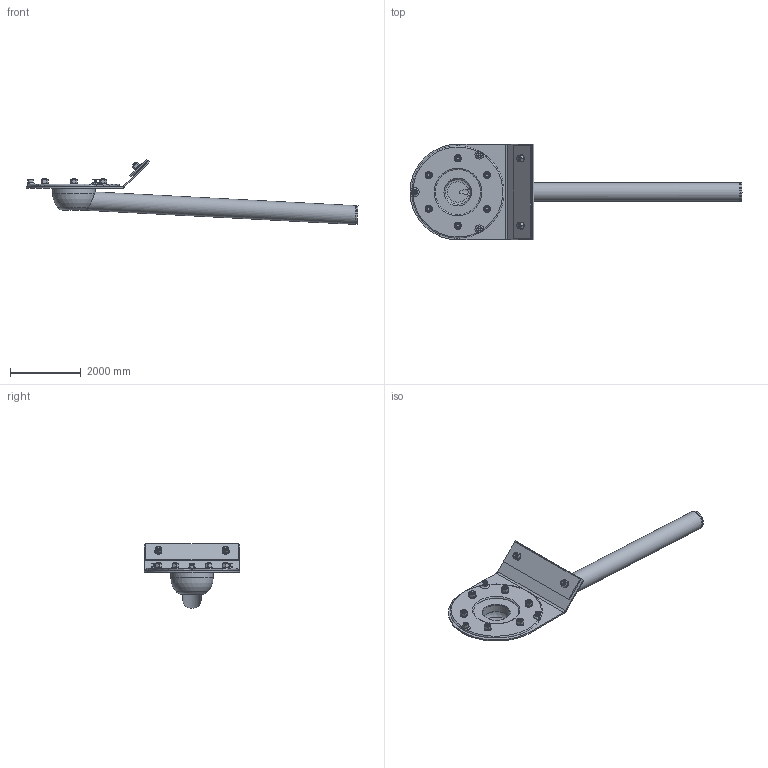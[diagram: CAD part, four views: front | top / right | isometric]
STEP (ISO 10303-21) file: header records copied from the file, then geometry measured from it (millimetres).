
FILE_DESCRIPTION(/* description */ (''),/* implementation_level */ '2;1');
FILE_NAME(/* name */ '15700.050X_3D.stp',/* time_stamp */ '2024-12-12T06:55:14+01:00',/* author */ ('CAD'),/* organization */ (''),/* preprocessor_version */ 'ST-DEVELOPER v20',/* originating_system */ 'AutoCAD Mechanical',/* authorisation */ '');
FILE_SCHEMA (('AUTOMOTIVE_DESIGN { 1 0 10303 214 3 1 1 }'));
Length unit declared in the file: centimetre
Products named in the file (2): Product; *S0
Assembly tree (1 placements, depth 2):
  Product
    *S0
Bounding box: 9362.66 x 2700 x 1828.59 mm (x, y, z)
Volume: 890751656 mm3; surface area: 65123333.9 mm2
Topology: 33 solids, 33 shells, 556 faces, 1130 edges, 655 vertices
Faces by surface type: cone 277, plane 153, cylinder 82, torus 30, bspline 10, sphere 4
Full cylindrical faces by diameter (mm): 70 x12, 80 x18, 100 x8, 120 x8, 130 x8, 160 x8, 200 x8, 510 x1, 530 x2, 785 x1, 808 x1, 832 x1, 1170 x1, 1200 x1
Entity records: 17607 total; most frequent: CARTESIAN_POINT 5758, DIRECTION 2611, ORIENTED_EDGE 2248, EDGE_CURVE 1124, AXIS2_PLACEMENT_3D 1085, VERTEX_POINT 655, EDGE_LOOP 647, FACE_OUTER_BOUND 556
